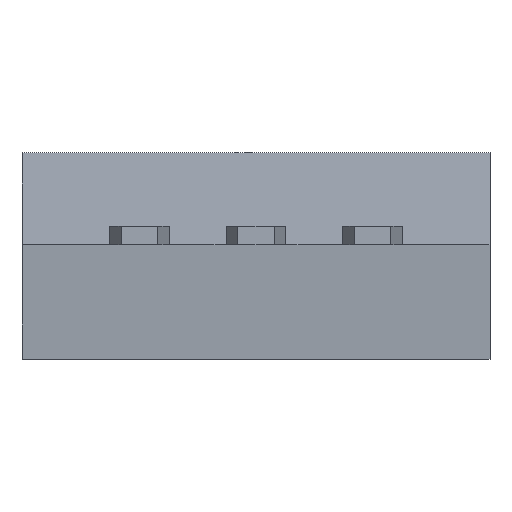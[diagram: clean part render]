
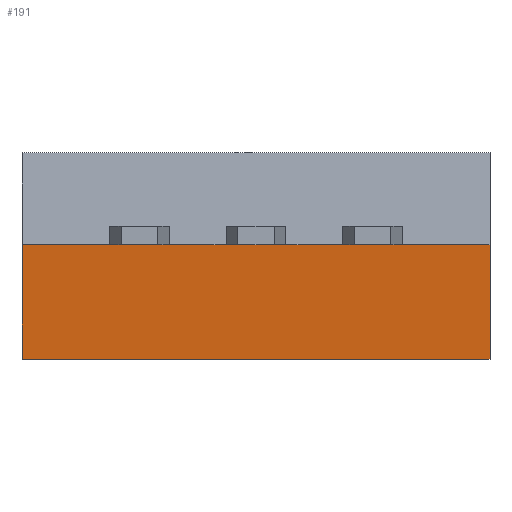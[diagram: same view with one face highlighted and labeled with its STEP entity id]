
A CAD part, front view. The second image highlights one B-rep face of the part: STEP entity #191.
In plain terms, the highlighted planar face has unit normal (0, -0.997, -0.08).
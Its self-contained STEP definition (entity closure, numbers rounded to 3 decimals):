
#191 = ADVANCED_FACE('',(#192),#274,.F.);
#192 = FACE_BOUND('',#193,.F.);
#193 = EDGE_LOOP('',(#194,#204,#212,#220,#228,#236,#244,#252,#260,#268)
  );
#194 = ORIENTED_EDGE('',*,*,#195,.F.);
#195 = EDGE_CURVE('',#196,#198,#200,.T.);
#196 = VERTEX_POINT('',#197);
#197 = CARTESIAN_POINT('',(0.,0.,0.));
#198 = VERTEX_POINT('',#199);
#199 = CARTESIAN_POINT('',(10.2,0.,0.));
#200 = LINE('',#201,#202);
#201 = CARTESIAN_POINT('',(0.,0.,0.));
#202 = VECTOR('',#203,1.);
#203 = DIRECTION('',(1.,0.,0.));
#204 = ORIENTED_EDGE('',*,*,#205,.T.);
#205 = EDGE_CURVE('',#196,#206,#208,.T.);
#206 = VERTEX_POINT('',#207);
#207 = CARTESIAN_POINT('',(0.,-0.2,2.5));
#208 = LINE('',#209,#210);
#209 = CARTESIAN_POINT('',(0.,0.,0.));
#210 = VECTOR('',#211,1.);
#211 = DIRECTION('',(0.,-0.08,0.997));
#212 = ORIENTED_EDGE('',*,*,#213,.F.);
#213 = EDGE_CURVE('',#214,#206,#216,.T.);
#214 = VERTEX_POINT('',#215);
#215 = CARTESIAN_POINT('',(1.91,-0.2,2.5));
#216 = LINE('',#217,#218);
#217 = CARTESIAN_POINT('',(10.2,-0.2,2.5));
#218 = VECTOR('',#219,1.);
#219 = DIRECTION('',(-1.,0.,0.));
#220 = ORIENTED_EDGE('',*,*,#221,.F.);
#221 = EDGE_CURVE('',#222,#214,#224,.T.);
#222 = VERTEX_POINT('',#223);
#223 = CARTESIAN_POINT('',(3.21,-0.2,2.5));
#224 = LINE('',#225,#226);
#225 = CARTESIAN_POINT('',(10.2,-0.2,2.5));
#226 = VECTOR('',#227,1.);
#227 = DIRECTION('',(-1.,0.,0.));
#228 = ORIENTED_EDGE('',*,*,#229,.F.);
#229 = EDGE_CURVE('',#230,#222,#232,.T.);
#230 = VERTEX_POINT('',#231);
#231 = CARTESIAN_POINT('',(4.45,-0.2,2.5));
#232 = LINE('',#233,#234);
#233 = CARTESIAN_POINT('',(10.2,-0.2,2.5));
#234 = VECTOR('',#235,1.);
#235 = DIRECTION('',(-1.,0.,0.));
#236 = ORIENTED_EDGE('',*,*,#237,.F.);
#237 = EDGE_CURVE('',#238,#230,#240,.T.);
#238 = VERTEX_POINT('',#239);
#239 = CARTESIAN_POINT('',(5.75,-0.2,2.5));
#240 = LINE('',#241,#242);
#241 = CARTESIAN_POINT('',(10.2,-0.2,2.5));
#242 = VECTOR('',#243,1.);
#243 = DIRECTION('',(-1.,0.,0.));
#244 = ORIENTED_EDGE('',*,*,#245,.F.);
#245 = EDGE_CURVE('',#246,#238,#248,.T.);
#246 = VERTEX_POINT('',#247);
#247 = CARTESIAN_POINT('',(6.99,-0.2,2.5));
#248 = LINE('',#249,#250);
#249 = CARTESIAN_POINT('',(10.2,-0.2,2.5));
#250 = VECTOR('',#251,1.);
#251 = DIRECTION('',(-1.,0.,0.));
#252 = ORIENTED_EDGE('',*,*,#253,.F.);
#253 = EDGE_CURVE('',#254,#246,#256,.T.);
#254 = VERTEX_POINT('',#255);
#255 = CARTESIAN_POINT('',(8.29,-0.2,2.5));
#256 = LINE('',#257,#258);
#257 = CARTESIAN_POINT('',(10.2,-0.2,2.5));
#258 = VECTOR('',#259,1.);
#259 = DIRECTION('',(-1.,0.,0.));
#260 = ORIENTED_EDGE('',*,*,#261,.F.);
#261 = EDGE_CURVE('',#262,#254,#264,.T.);
#262 = VERTEX_POINT('',#263);
#263 = CARTESIAN_POINT('',(10.2,-0.2,2.5));
#264 = LINE('',#265,#266);
#265 = CARTESIAN_POINT('',(10.2,-0.2,2.5));
#266 = VECTOR('',#267,1.);
#267 = DIRECTION('',(-1.,0.,0.));
#268 = ORIENTED_EDGE('',*,*,#269,.F.);
#269 = EDGE_CURVE('',#198,#262,#270,.T.);
#270 = LINE('',#271,#272);
#271 = CARTESIAN_POINT('',(10.2,0.,0.));
#272 = VECTOR('',#273,1.);
#273 = DIRECTION('',(0.,-0.08,0.997));
#274 = PLANE('',#275);
#275 = AXIS2_PLACEMENT_3D('',#276,#277,#278);
#276 = CARTESIAN_POINT('',(10.2,0.,0.));
#277 = DIRECTION('',(0.,0.997,0.08));
#278 = DIRECTION('',(0.,-0.08,0.997));
